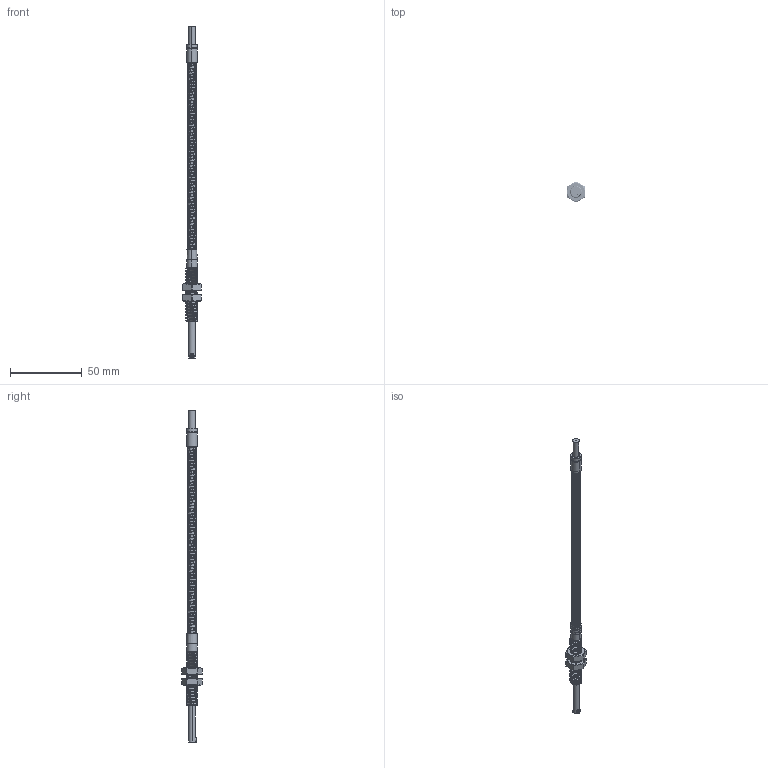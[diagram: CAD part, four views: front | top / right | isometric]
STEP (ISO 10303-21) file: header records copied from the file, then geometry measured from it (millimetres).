
FILE_DESCRIPTION((''),'2;1');
FILE_NAME('161913_ASM','2016-02-09T',('pdmadmin'),(''),'PRO/ENGINEER BY PARAMETRIC TECHNOLOGY CORPORATION, 2013230','PRO/ENGINEER BY PARAMETRIC TECHNOLOGY CORPORATION, 2013230','');
FILE_SCHEMA(('CONFIG_CONTROL_DESIGN'));
Length unit declared in the file: inch
Products named in the file (7): COLLAR_-5_X_-29; SS_TUBING_25; TERMINUS_-29; GFF_5-16X24_1-5_BRASS_INST; 39427; SMETA_ANY; 161913_ASM
Assembly tree (8 placements, depth 2):
  161913_ASM
    COLLAR_-5_X_-29
    SS_TUBING_25  x2
    TERMINUS_-29
    GFF_5-16X24_1-5_BRASS_INST
    39427  x2
    SMETA_ANY
Bounding box: 12.74 x 14.47 x 232.14 mm (x, y, z)
Volume: 4303.1 mm3; surface area: 15808 mm2
Topology: 8 solids, 8 shells, 445 faces, 1020 edges, 597 vertices
Faces by surface type: bspline 236, cylinder 118, cone 54, plane 37
Entity records: 42401 total; most frequent: CARTESIAN_POINT 36394, ORIENTED_EDGE 1394, DIRECTION 856, EDGE_CURVE 697, VERTEX_POINT 419, B_SPLINE_CURVE_WITH_KNOTS 316, EDGE_LOOP 310, FACE_OUTER_BOUND 296
